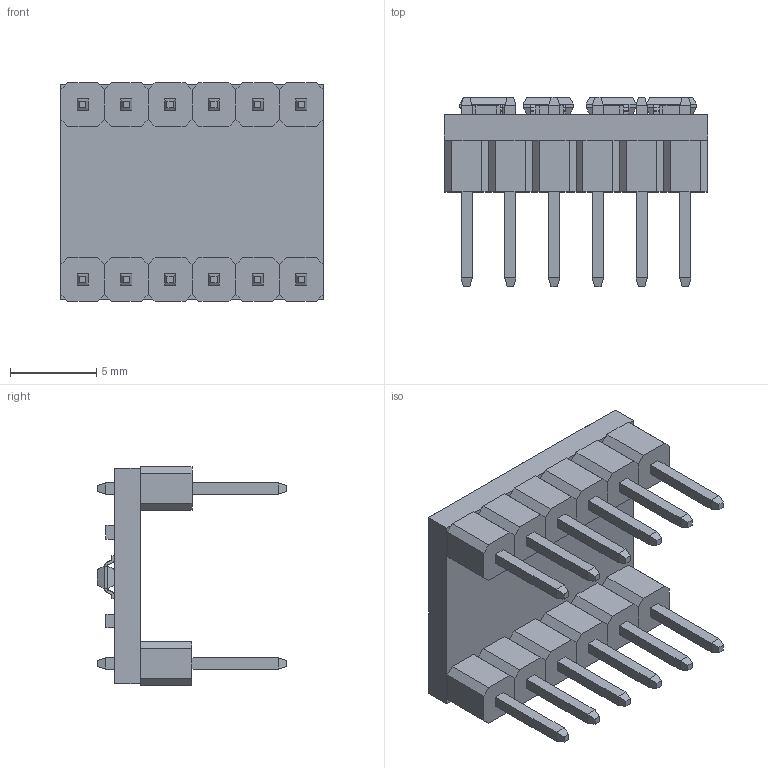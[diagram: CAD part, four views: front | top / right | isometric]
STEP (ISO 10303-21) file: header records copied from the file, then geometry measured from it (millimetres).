
FILE_DESCRIPTION (( 'STEP AP214' ), '1' );
FILE_NAME ('EL90124--TSD--Logic Level Converter.STEP', '2025-03-10T11:57:43', ( '' ), ( '' ), 'SwSTEP 2.0', 'SolidWorks 2024', '' );
FILE_SCHEMA (( 'AUTOMOTIVE_DESIGN' ));
Length unit declared in the file: millimetre
Products named in the file (1): EL90124--TSD--Logic Level Converter
Bounding box: 15.3 x 11 x 12.7 mm (x, y, z)
Volume: 552.5 mm3; surface area: 1336.1 mm2
Topology: 53 solids, 53 shells, 806 faces, 1828 edges, 1176 vertices
Faces by surface type: plane 686, cylinder 120
Entity records: 31245 total; most frequent: CARTESIAN_POINT 3811, DIRECTION 3682, ORIENTED_EDGE 3656, EDGE_CURVE 1828, LINE 1588, VECTOR 1588, VERTEX_POINT 1176, AXIS2_PLACEMENT_3D 1047
